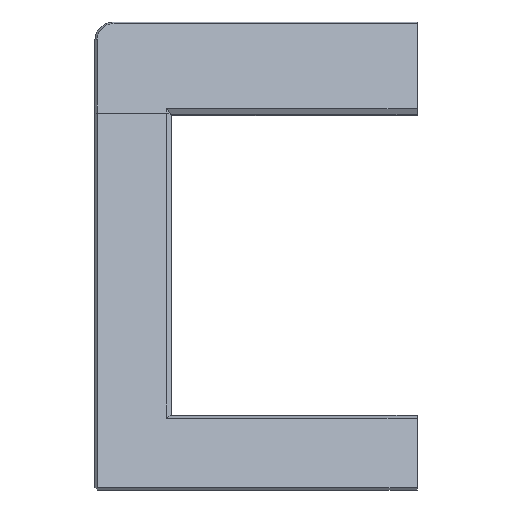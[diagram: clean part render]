
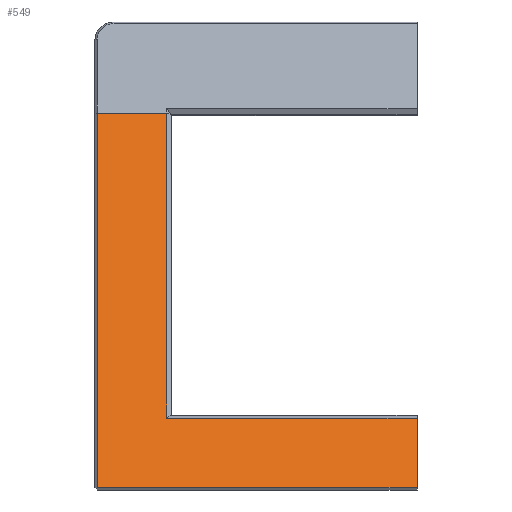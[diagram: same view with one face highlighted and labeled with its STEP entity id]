
A CAD part, left-side view. The second image highlights one B-rep face of the part: STEP entity #549.
In plain terms, the highlighted planar face has unit normal (-0.94, 0, 0.342).
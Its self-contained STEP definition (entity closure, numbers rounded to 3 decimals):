
#51=FACE_OUTER_BOUND('',#81,.T.);
#81=EDGE_LOOP('',(#445,#446,#447,#448,#449,#450));
#134=LINE('',#871,#204);
#137=LINE('',#877,#207);
#138=LINE('',#879,#208);
#139=LINE('',#881,#209);
#140=LINE('',#883,#210);
#141=LINE('',#884,#211);
#204=VECTOR('',#716,10.);
#207=VECTOR('',#721,10.);
#208=VECTOR('',#722,10.);
#209=VECTOR('',#723,10.);
#210=VECTOR('',#724,10.);
#211=VECTOR('',#725,10.);
#263=VERTEX_POINT('',#868);
#264=VERTEX_POINT('',#870);
#266=VERTEX_POINT('',#876);
#267=VERTEX_POINT('',#878);
#268=VERTEX_POINT('',#880);
#269=VERTEX_POINT('',#882);
#326=EDGE_CURVE('',#264,#263,#134,.T.);
#329=EDGE_CURVE('',#266,#263,#137,.T.);
#330=EDGE_CURVE('',#267,#266,#138,.T.);
#331=EDGE_CURVE('',#267,#268,#139,.T.);
#332=EDGE_CURVE('',#269,#268,#140,.T.);
#333=EDGE_CURVE('',#264,#269,#141,.T.);
#445=ORIENTED_EDGE('',*,*,#326,.T.);
#446=ORIENTED_EDGE('',*,*,#329,.F.);
#447=ORIENTED_EDGE('',*,*,#330,.F.);
#448=ORIENTED_EDGE('',*,*,#331,.T.);
#449=ORIENTED_EDGE('',*,*,#332,.F.);
#450=ORIENTED_EDGE('',*,*,#333,.F.);
#519=PLANE('',#611);
#549=ADVANCED_FACE('',(#51),#519,.T.);
#611=AXIS2_PLACEMENT_3D('',#875,#719,#720);
#716=DIRECTION('',(0.,1.,0.));
#719=DIRECTION('center_axis',(-0.94,0.,0.342));
#720=DIRECTION('ref_axis',(-0.342,0.,-0.94));
#721=DIRECTION('',(0.342,0.,0.94));
#722=DIRECTION('',(0.,1.,0.));
#723=DIRECTION('',(0.342,0.,0.94));
#724=DIRECTION('',(0.,-1.,0.));
#725=DIRECTION('',(-0.342,0.,-0.94));
#868=CARTESIAN_POINT('',(-100.307,134.,283.955));
#870=CARTESIAN_POINT('',(-100.307,105.,283.955));
#871=CARTESIAN_POINT('',(-100.307,31.25,283.955));
#875=CARTESIAN_POINT('Origin',(-122.367,-5.,223.345));
#876=CARTESIAN_POINT('',(-157.456,134.,126.94));
#877=CARTESIAN_POINT('',(-104.839,134.,271.504));
#878=CARTESIAN_POINT('',(-157.456,0.,126.94));
#879=CARTESIAN_POINT('',(-157.456,65.,126.94));
#880=CARTESIAN_POINT('',(-146.822,0.,156.157));
#881=CARTESIAN_POINT('',(-121.754,0.,225.03));
#882=CARTESIAN_POINT('',(-146.822,105.,156.157));
#883=CARTESIAN_POINT('',(-146.822,-59.,156.157));
#884=CARTESIAN_POINT('',(-134.252,105.,190.69));
